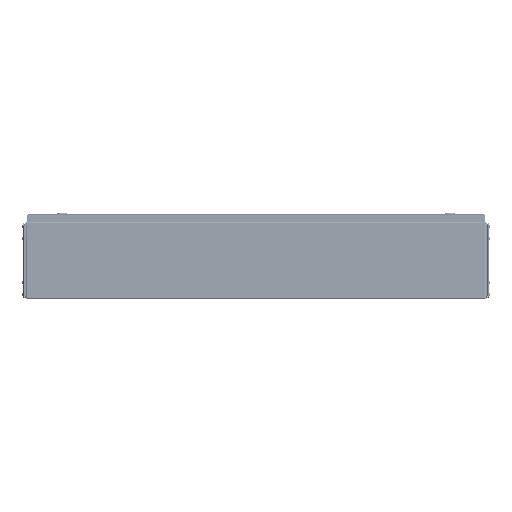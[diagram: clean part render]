
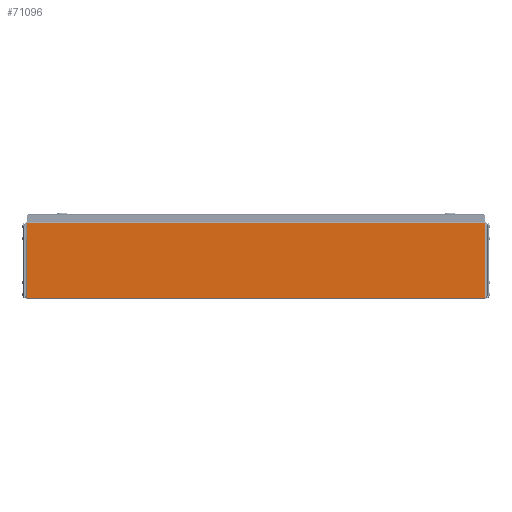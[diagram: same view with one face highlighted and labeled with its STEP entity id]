
A CAD part, left-side view. The second image highlights one B-rep face of the part: STEP entity #71096.
In plain terms, the highlighted planar face has unit normal (-1, 0, 0).
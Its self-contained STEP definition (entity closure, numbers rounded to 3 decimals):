
#641 = DIRECTION ( 'NONE',  ( 0., 1., 0. ) ) ;
#10087 = EDGE_CURVE ( 'NONE', #35883, #64776, #33520, .T. ) ;
#15251 = CARTESIAN_POINT ( 'NONE',  ( -250., -570.5, 187.5 ) ) ;
#17888 = VECTOR ( 'NONE', #39283, 1000. ) ;
#22722 = DIRECTION ( 'NONE',  ( 0., 0., 1. ) ) ;
#25155 = EDGE_CURVE ( 'NONE', #37772, #64776, #72765, .T. ) ;
#28509 = ORIENTED_EDGE ( 'NONE', *, *, #10087, .F. ) ;
#32537 = DIRECTION ( 'NONE',  ( 0., 0., -1. ) ) ;
#33520 = LINE ( 'NONE', #67096, #17888 ) ;
#35883 = VERTEX_POINT ( 'NONE', #46152 ) ;
#37772 = VERTEX_POINT ( 'NONE', #84239 ) ;
#39283 = DIRECTION ( 'NONE',  ( 0., 1., 0. ) ) ;
#41336 = AXIS2_PLACEMENT_3D ( 'NONE', #51367, #50071, #65068 ) ;
#45496 = VECTOR ( 'NONE', #641, 1000. ) ;
#46152 = CARTESIAN_POINT ( 'NONE',  ( -250., -570.5, 1. ) ) ;
#48087 = LINE ( 'NONE', #81680, #45496 ) ;
#48485 = CARTESIAN_POINT ( 'NONE',  ( -250., 570.5, 1. ) ) ;
#48825 = CARTESIAN_POINT ( 'NONE',  ( -250., -570.5, 0. ) ) ;
#49852 = EDGE_CURVE ( 'NONE', #52189, #37772, #48087, .T. ) ;
#50071 = DIRECTION ( 'NONE',  ( 1., 0., 0. ) ) ;
#51367 = CARTESIAN_POINT ( 'NONE',  ( -250., 0., 0. ) ) ;
#52189 = VERTEX_POINT ( 'NONE', #15251 ) ;
#58191 = CARTESIAN_POINT ( 'NONE',  ( -250., 570.5, 0. ) ) ;
#62109 = LINE ( 'NONE', #48825, #69472 ) ;
#64626 = FACE_OUTER_BOUND ( 'NONE', #68763, .T. ) ;
#64776 = VERTEX_POINT ( 'NONE', #48485 ) ;
#64828 = ORIENTED_EDGE ( 'NONE', *, *, #69453, .T. ) ;
#65068 = DIRECTION ( 'NONE',  ( 0., 0., -1. ) ) ;
#67096 = CARTESIAN_POINT ( 'NONE',  ( -250., 570.5, 1. ) ) ;
#68763 = EDGE_LOOP ( 'NONE', ( #81335, #84598, #28509, #64828 ) ) ;
#69453 = EDGE_CURVE ( 'NONE', #35883, #52189, #62109, .T. ) ;
#69472 = VECTOR ( 'NONE', #22722, 1000. ) ;
#71096 = ADVANCED_FACE ( 'NONE', ( #64626 ), #77036, .F. ) ;
#72765 = LINE ( 'NONE', #58191, #76024 ) ;
#76024 = VECTOR ( 'NONE', #32537, 1000. ) ;
#77036 = PLANE ( 'NONE',  #41336 ) ;
#81335 = ORIENTED_EDGE ( 'NONE', *, *, #49852, .T. ) ;
#81680 = CARTESIAN_POINT ( 'NONE',  ( -250., -570.5, 187.5 ) ) ;
#84239 = CARTESIAN_POINT ( 'NONE',  ( -250., 570.5, 187.5 ) ) ;
#84598 = ORIENTED_EDGE ( 'NONE', *, *, #25155, .T. ) ;
